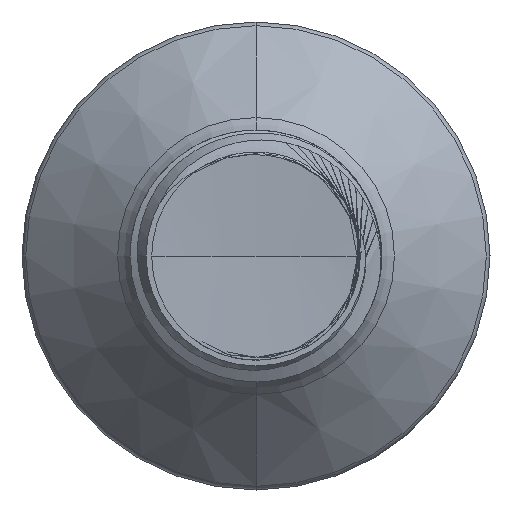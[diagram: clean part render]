
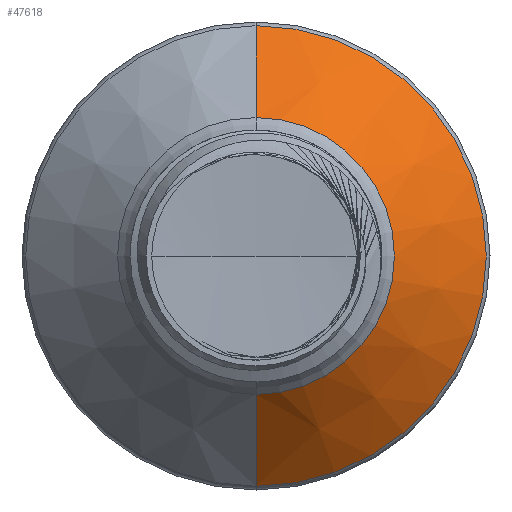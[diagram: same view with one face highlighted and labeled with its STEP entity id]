
A CAD part, front view. The second image highlights one B-rep face of the part: STEP entity #47618.
In plain terms, the highlighted conical face has half-angle 45 degrees and reference radius 2.75 mm.
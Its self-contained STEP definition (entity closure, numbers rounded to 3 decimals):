
#4160 = CONICAL_SURFACE ( 'NONE', #11477, 2.75, 0.785 ) ;
#4382 = EDGE_CURVE ( 'NONE', #8796, #36076, #47787, .T. ) ;
#4429 = ORIENTED_EDGE ( 'NONE', *, *, #32534, .T. ) ;
#4606 = CARTESIAN_POINT ( 'NONE',  ( 0., 43.865, 2.75 ) ) ;
#5291 = VECTOR ( 'NONE', #39135, 1000. ) ;
#8166 = AXIS2_PLACEMENT_3D ( 'NONE', #15181, #15116, #15053 ) ;
#8796 = VERTEX_POINT ( 'NONE', #40861 ) ;
#11318 = ORIENTED_EDGE ( 'NONE', *, *, #40366, .F. ) ;
#11477 = AXIS2_PLACEMENT_3D ( 'NONE', #29846, #22033, #37349 ) ;
#11688 = CARTESIAN_POINT ( 'NONE',  ( 0., 45.692, -4.577 ) ) ;
#15053 = DIRECTION ( 'NONE',  ( 0., 0., 1. ) ) ;
#15116 = DIRECTION ( 'NONE',  ( 0., 1., 0. ) ) ;
#15181 = CARTESIAN_POINT ( 'NONE',  ( 0., 43.865, 0. ) ) ;
#17528 = VERTEX_POINT ( 'NONE', #40518 ) ;
#17537 = DIRECTION ( 'NONE',  ( 0., 1., 0. ) ) ;
#19751 = VECTOR ( 'NONE', #37498, 1000. ) ;
#21578 = EDGE_CURVE ( 'NONE', #8796, #17528, #38422, .T. ) ;
#22033 = DIRECTION ( 'NONE',  ( 0., 1., 0. ) ) ;
#24059 = CARTESIAN_POINT ( 'NONE',  ( 0., 45.692, 4.577 ) ) ;
#26082 = FACE_OUTER_BOUND ( 'NONE', #42828, .T. ) ;
#26661 = AXIS2_PLACEMENT_3D ( 'NONE', #40063, #17537, #43558 ) ;
#27261 = LINE ( 'NONE', #27917, #5291 ) ;
#27448 = VERTEX_POINT ( 'NONE', #11688 ) ;
#27560 = ORIENTED_EDGE ( 'NONE', *, *, #21578, .T. ) ;
#27917 = CARTESIAN_POINT ( 'NONE',  ( 0., 43.865, -2.75 ) ) ;
#29846 = CARTESIAN_POINT ( 'NONE',  ( 0., 43.865, 0. ) ) ;
#32534 = EDGE_CURVE ( 'NONE', #17528, #27448, #27261, .T. ) ;
#36076 = VERTEX_POINT ( 'NONE', #24059 ) ;
#37349 = DIRECTION ( 'NONE',  ( 0., 0., 1. ) ) ;
#37474 = ORIENTED_EDGE ( 'NONE', *, *, #4382, .F. ) ;
#37498 = DIRECTION ( 'NONE',  ( 0., 0.707, 0.707 ) ) ;
#38422 = CIRCLE ( 'NONE', #8166, 2.75 ) ;
#39135 = DIRECTION ( 'NONE',  ( 0., 0.707, -0.707 ) ) ;
#40063 = CARTESIAN_POINT ( 'NONE',  ( 0., 45.692, 0. ) ) ;
#40366 = EDGE_CURVE ( 'NONE', #36076, #27448, #44394, .T. ) ;
#40518 = CARTESIAN_POINT ( 'NONE',  ( 0., 43.865, -2.75 ) ) ;
#40861 = CARTESIAN_POINT ( 'NONE',  ( 0., 43.865, 2.75 ) ) ;
#42828 = EDGE_LOOP ( 'NONE', ( #27560, #4429, #11318, #37474 ) ) ;
#43558 = DIRECTION ( 'NONE',  ( 0., 0., 1. ) ) ;
#44394 = CIRCLE ( 'NONE', #26661, 4.577 ) ;
#47618 = ADVANCED_FACE ( 'NONE', ( #26082 ), #4160, .T. ) ;
#47787 = LINE ( 'NONE', #4606, #19751 ) ;
